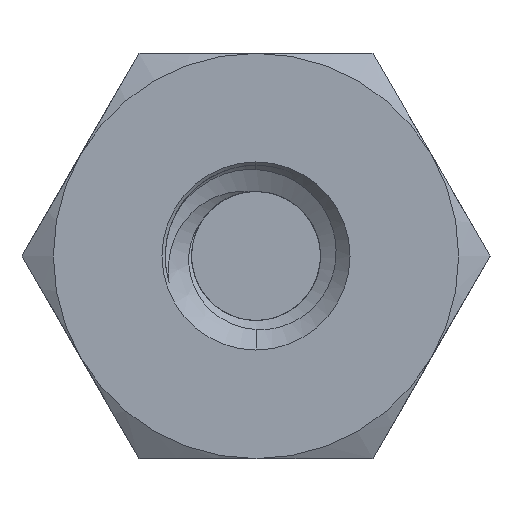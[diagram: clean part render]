
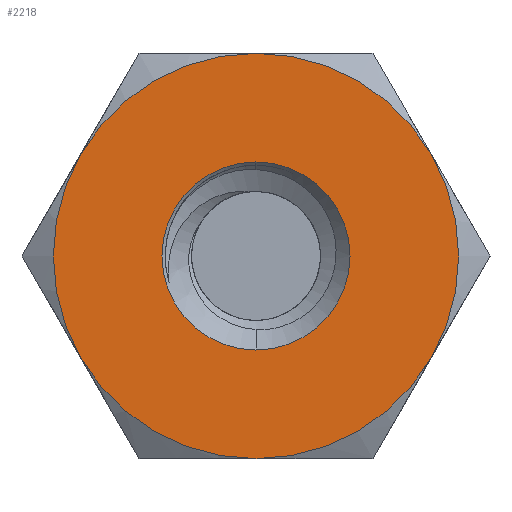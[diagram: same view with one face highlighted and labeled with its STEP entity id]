
A CAD part, left-side view. The second image highlights one B-rep face of the part: STEP entity #2218.
In plain terms, the highlighted planar face has unit normal (-1, 0, 0).
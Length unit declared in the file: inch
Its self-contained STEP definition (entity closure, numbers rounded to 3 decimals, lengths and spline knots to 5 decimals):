
#55 = ORIENTED_EDGE ( 'NONE', *, *, #926, .F. ) ;
#56 = ORIENTED_EDGE ( 'NONE', *, *, #821, .F. ) ;
#57 = ORIENTED_EDGE ( 'NONE', *, *, #777, .F. ) ;
#58 = ORIENTED_EDGE ( 'NONE', *, *, #817, .F. ) ;
#59 = ORIENTED_EDGE ( 'NONE', *, *, #830, .F. ) ;
#60 = ORIENTED_EDGE ( 'NONE', *, *, #831, .F. ) ;
#61 = ORIENTED_EDGE ( 'NONE', *, *, #808, .T. ) ;
#62 = ORIENTED_EDGE ( 'NONE', *, *, #846, .F. ) ;
#191 = CIRCLE ( 'NONE', #834, 0.125 ) ;
#215 = CIRCLE ( 'NONE', #879, 0.125 ) ;
#221 = CIRCLE ( 'NONE', #1061, 0.125 ) ;
#224 = CIRCLE ( 'NONE', #1068, 0.058 ) ;
#230 = CIRCLE ( 'NONE', #1062, 0.125 ) ;
#231 = CIRCLE ( 'NONE', #1069, 0.125 ) ;
#236 = CIRCLE ( 'NONE', #3098, 0.125 ) ;
#777 = EDGE_CURVE ( 'NONE', #1422, #1369, #191, .T. ) ;
#808 = EDGE_CURVE ( 'NONE', #1364, #1524, #215, .T. ) ;
#817 = EDGE_CURVE ( 'NONE', #1427, #1422, #221, .T. ) ;
#821 = EDGE_CURVE ( 'NONE', #1521, #1428, #224, .T. ) ;
#830 = EDGE_CURVE ( 'NONE', #1525, #1427, #230, .T. ) ;
#831 = EDGE_CURVE ( 'NONE', #1364, #1525, #231, .T. ) ;
#834 = AXIS2_PLACEMENT_3D ( 'NONE', #1371, #1374, #1370 ) ;
#846 = EDGE_CURVE ( 'NONE', #1369, #1524, #236, .T. ) ;
#879 = AXIS2_PLACEMENT_3D ( 'NONE', #1810, #1760, #1738 ) ;
#926 = EDGE_CURVE ( 'NONE', #1428, #1521, #3461, .T. ) ;
#1000 = CARTESIAN_POINT ( 'NONE',  ( -0.71875, 0., 0.058 ) ) ;
#1031 = DIRECTION ( 'NONE',  ( 0., 0., 1. ) ) ;
#1032 = DIRECTION ( 'NONE',  ( -1., 0., 0. ) ) ;
#1044 = CARTESIAN_POINT ( 'NONE',  ( -0.71875, 0., 0. ) ) ;
#1061 = AXIS2_PLACEMENT_3D ( 'NONE', #1830, #1678, #1677 ) ;
#1062 = AXIS2_PLACEMENT_3D ( 'NONE', #1617, #1599, #1598 ) ;
#1068 = AXIS2_PLACEMENT_3D ( 'NONE', #1664, #1655, #1654 ) ;
#1069 = AXIS2_PLACEMENT_3D ( 'NONE', #1597, #1596, #1595 ) ;
#1089 = FACE_BOUND ( 'NONE', #3430, .T. ) ;
#1097 = FACE_OUTER_BOUND ( 'NONE', #3037, .T. ) ;
#1364 = VERTEX_POINT ( 'NONE', #3414 ) ;
#1369 = VERTEX_POINT ( 'NONE', #3409 ) ;
#1370 = DIRECTION ( 'NONE',  ( 0., 0., -1. ) ) ;
#1371 = CARTESIAN_POINT ( 'NONE',  ( -0.71875, 0., 0. ) ) ;
#1374 = DIRECTION ( 'NONE',  ( 1., 0., 0. ) ) ;
#1422 = VERTEX_POINT ( 'NONE', #3402 ) ;
#1427 = VERTEX_POINT ( 'NONE', #3396 ) ;
#1428 = VERTEX_POINT ( 'NONE', #1000 ) ;
#1521 = VERTEX_POINT ( 'NONE', #2107 ) ;
#1524 = VERTEX_POINT ( 'NONE', #2109 ) ;
#1525 = VERTEX_POINT ( 'NONE', #3716 ) ;
#1595 = DIRECTION ( 'NONE',  ( 0., 0., -1. ) ) ;
#1596 = DIRECTION ( 'NONE',  ( 1., 0., 0. ) ) ;
#1597 = CARTESIAN_POINT ( 'NONE',  ( -0.71875, 0., 0. ) ) ;
#1598 = DIRECTION ( 'NONE',  ( 0., 0., -1. ) ) ;
#1599 = DIRECTION ( 'NONE',  ( 1., 0., 0. ) ) ;
#1617 = CARTESIAN_POINT ( 'NONE',  ( -0.71875, 0., 0. ) ) ;
#1654 = DIRECTION ( 'NONE',  ( 0., 0., 1. ) ) ;
#1655 = DIRECTION ( 'NONE',  ( -1., 0., 0. ) ) ;
#1664 = CARTESIAN_POINT ( 'NONE',  ( -0.71875, 0., 0. ) ) ;
#1677 = DIRECTION ( 'NONE',  ( 0., 0., -1. ) ) ;
#1678 = DIRECTION ( 'NONE',  ( 1., 0., 0. ) ) ;
#1738 = DIRECTION ( 'NONE',  ( 0., 0., 1. ) ) ;
#1760 = DIRECTION ( 'NONE',  ( -1., 0., 0. ) ) ;
#1810 = CARTESIAN_POINT ( 'NONE',  ( -0.71875, 0., 0. ) ) ;
#1830 = CARTESIAN_POINT ( 'NONE',  ( -0.71875, 0., 0. ) ) ;
#1977 = DIRECTION ( 'NONE',  ( 0., 0., -1. ) ) ;
#1978 = DIRECTION ( 'NONE',  ( 1., 0., 0. ) ) ;
#1979 = CARTESIAN_POINT ( 'NONE',  ( -0.71875, 0., 0. ) ) ;
#2060 = AXIS2_PLACEMENT_3D ( 'NONE', #3686, #2637, #2635 ) ;
#2097 = AXIS2_PLACEMENT_3D ( 'NONE', #1044, #1032, #1031 ) ;
#2107 = CARTESIAN_POINT ( 'NONE',  ( -0.71875, 0., -0.058 ) ) ;
#2109 = CARTESIAN_POINT ( 'NONE',  ( -0.71875, 0.10825, 0.0625 ) ) ;
#2218 = ADVANCED_FACE ( 'NONE', ( #1089, #1097 ), #3691, .F. ) ;
#2635 = DIRECTION ( 'NONE',  ( 0., 0., -1. ) ) ;
#2637 = DIRECTION ( 'NONE',  ( 1., 0., 0. ) ) ;
#3037 = EDGE_LOOP ( 'NONE', ( #57, #58, #59, #60, #61, #62 ) ) ;
#3098 = AXIS2_PLACEMENT_3D ( 'NONE', #1979, #1978, #1977 ) ;
#3396 = CARTESIAN_POINT ( 'NONE',  ( -0.71875, -0.10825, -0.0625 ) ) ;
#3402 = CARTESIAN_POINT ( 'NONE',  ( -0.71875, 0., -0.125 ) ) ;
#3409 = CARTESIAN_POINT ( 'NONE',  ( -0.71875, 0.10825, -0.0625 ) ) ;
#3414 = CARTESIAN_POINT ( 'NONE',  ( -0.71875, 0., 0.125 ) ) ;
#3430 = EDGE_LOOP ( 'NONE', ( #55, #56 ) ) ;
#3461 = CIRCLE ( 'NONE', #2097, 0.058 ) ;
#3686 = CARTESIAN_POINT ( 'NONE',  ( -0.71875, 0.14434, 0. ) ) ;
#3691 = PLANE ( 'NONE',  #2060 ) ;
#3716 = CARTESIAN_POINT ( 'NONE',  ( -0.71875, -0.10825, 0.0625 ) ) ;
